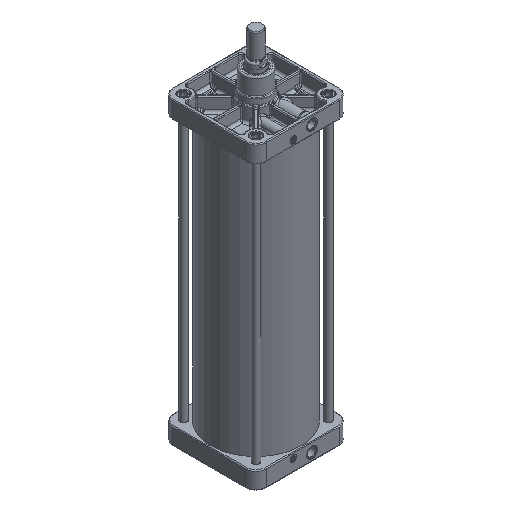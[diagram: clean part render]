
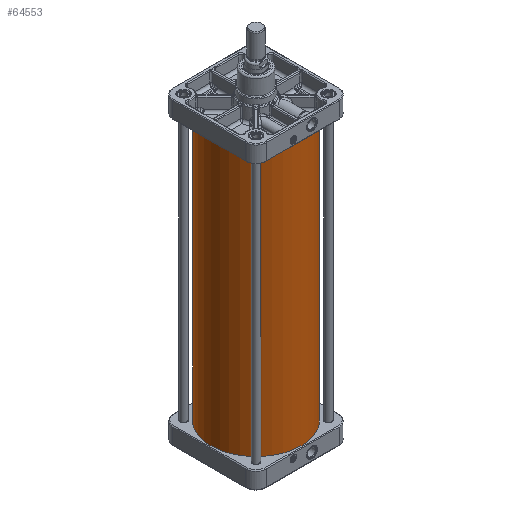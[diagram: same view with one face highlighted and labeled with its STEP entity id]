
A CAD part, isometric view. The second image highlights one B-rep face of the part: STEP entity #64553.
In plain terms, the highlighted cylindrical face has radius 168 mm (diameter 336 mm), a full revolution.
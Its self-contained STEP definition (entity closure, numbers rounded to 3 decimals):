
#64519=CARTESIAN_POINT('',(168.0,0.,-495.0));
#64520=VERTEX_POINT('',#64519);
#64521=CARTESIAN_POINT('',(0.0,0.0,-495.0));
#64522=DIRECTION('',(0.0,0.0,1.0));
#64523=DIRECTION('',(-1.0,0.0,0.0));
#64524=AXIS2_PLACEMENT_3D('',#64521,#64522,#64523);
#64525=CIRCLE('',#64524,168.0);
#64526=EDGE_CURVE('',#64520,#64520,#64525,.T.);
#64534=CARTESIAN_POINT('',(0.0,0.0,0.0));
#64535=DIRECTION('',(0.0,0.0,1.0));
#64536=DIRECTION('',(-1.0,0.0,0.0));
#64537=AXIS2_PLACEMENT_3D('',#64534,#64535,#64536);
#64538=CYLINDRICAL_SURFACE('',#64537,168.0);
#64539=ORIENTED_EDGE('',*,*,#64526,.T.);
#64540=EDGE_LOOP('',(#64539));
#64541=FACE_OUTER_BOUND('',#64540,.T.);
#64542=CARTESIAN_POINT('',(168.0,0.,495.0));
#64543=VERTEX_POINT('',#64542);
#64544=CARTESIAN_POINT('',(0.0,0.0,495.0));
#64545=DIRECTION('',(0.0,0.0,-1.0));
#64546=DIRECTION('',(-1.0,0.0,0.0));
#64547=AXIS2_PLACEMENT_3D('',#64544,#64545,#64546);
#64548=CIRCLE('',#64547,168.0);
#64549=EDGE_CURVE('',#64543,#64543,#64548,.T.);
#64550=ORIENTED_EDGE('',*,*,#64549,.T.);
#64551=EDGE_LOOP('',(#64550));
#64552=FACE_BOUND('',#64551,.T.);
#64553=ADVANCED_FACE('',(#64541,#64552),#64538,.T.);
